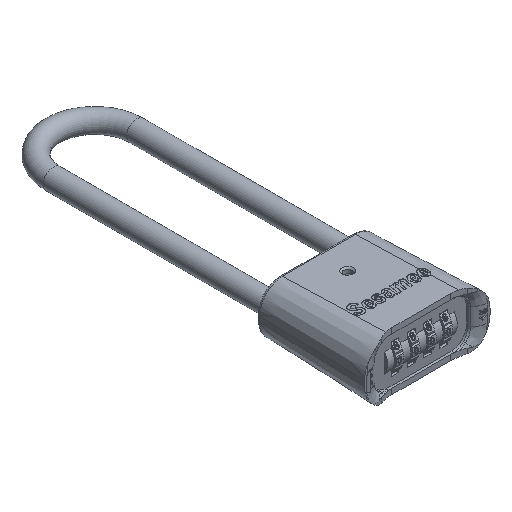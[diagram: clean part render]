
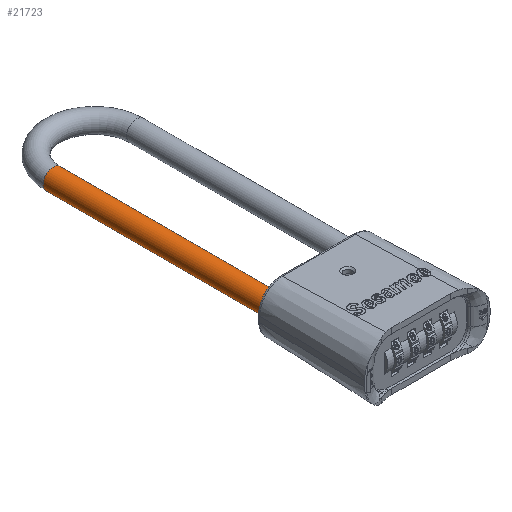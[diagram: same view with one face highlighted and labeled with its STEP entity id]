
A CAD part, isometric view. The second image highlights one B-rep face of the part: STEP entity #21723.
In plain terms, the highlighted cylindrical face has radius 3.969 mm (diameter 7.938 mm), a full revolution.
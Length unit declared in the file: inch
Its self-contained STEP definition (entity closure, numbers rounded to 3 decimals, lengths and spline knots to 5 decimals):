
#1793=LINE('',#42772,#3356);
#3356=VECTOR('',#26558,0.15625);
#4089=CYLINDRICAL_SURFACE('',#23167,0.15625);
#5008=FACE_OUTER_BOUND('',#6287,.T.);
#6287=EDGE_LOOP('',(#18111,#18112,#18113,#18114,#18115));
#8078=CIRCLE('',#23062,0.15625);
#8079=CIRCLE('',#23153,0.15625);
#8080=CIRCLE('',#23154,0.15625);
#9583=VERTEX_POINT('',#40731);
#9778=VERTEX_POINT('',#42749);
#9779=VERTEX_POINT('',#42750);
#12367=EDGE_CURVE('',#9583,#9583,#8078,.T.);
#12660=EDGE_CURVE('',#9778,#9779,#8079,.T.);
#12661=EDGE_CURVE('',#9779,#9778,#8080,.T.);
#12670=EDGE_CURVE('',#9583,#9778,#1793,.T.);
#18111=ORIENTED_EDGE('',*,*,#12367,.T.);
#18112=ORIENTED_EDGE('',*,*,#12670,.T.);
#18113=ORIENTED_EDGE('',*,*,#12660,.T.);
#18114=ORIENTED_EDGE('',*,*,#12661,.T.);
#18115=ORIENTED_EDGE('',*,*,#12670,.F.);
#21723=ADVANCED_FACE('',(#5008),#4089,.T.);
#23062=AXIS2_PLACEMENT_3D('',#40732,#26247,#26248);
#23153=AXIS2_PLACEMENT_3D('',#42751,#26527,#26528);
#23154=AXIS2_PLACEMENT_3D('',#42752,#26529,#26530);
#23167=AXIS2_PLACEMENT_3D('',#42771,#26556,#26557);
#26247=DIRECTION('center_axis',(0.,1.,0.));
#26248=DIRECTION('ref_axis',(-1.,0.,0.));
#26527=DIRECTION('center_axis',(0.,-1.,0.));
#26528=DIRECTION('ref_axis',(-1.,0.,0.));
#26529=DIRECTION('center_axis',(0.,-1.,0.));
#26530=DIRECTION('ref_axis',(-1.,0.,0.));
#26556=DIRECTION('center_axis',(0.,-1.,0.));
#26557=DIRECTION('ref_axis',(-1.,0.,0.));
#26558=DIRECTION('',(0.,1.,0.));
#40731=CARTESIAN_POINT('',(0.8125,-0.175,0.));
#40732=CARTESIAN_POINT('Origin',(0.65625,-0.175,0.));
#42749=CARTESIAN_POINT('',(0.8125,3.84025,0.));
#42750=CARTESIAN_POINT('',(0.5,3.84025,0.));
#42751=CARTESIAN_POINT('Origin',(0.65625,3.84025,0.));
#42752=CARTESIAN_POINT('Origin',(0.65625,3.84025,0.));
#42771=CARTESIAN_POINT('Origin',(0.65625,3.84025,0.));
#42772=CARTESIAN_POINT('',(0.8125,3.84025,0.));
